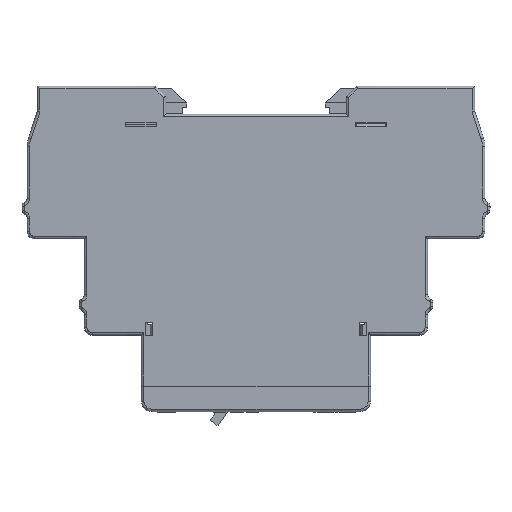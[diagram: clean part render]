
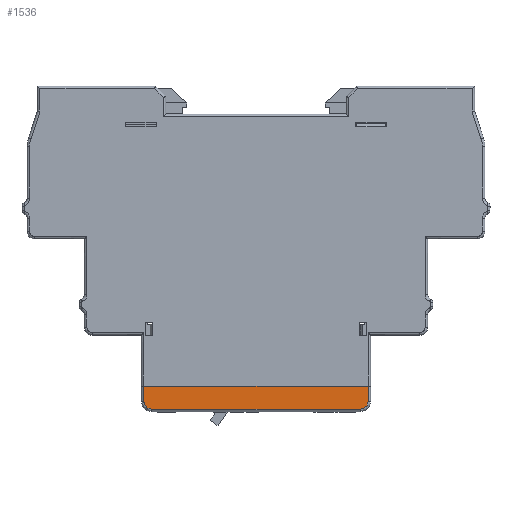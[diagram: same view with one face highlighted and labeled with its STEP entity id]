
A CAD part, left-side view. The second image highlights one B-rep face of the part: STEP entity #1536.
In plain terms, the highlighted planar face has unit normal (-1, 0, 0).
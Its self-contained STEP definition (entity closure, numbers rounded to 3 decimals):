
#163 = CARTESIAN_POINT ( 'NONE',  ( -9., -22., 5. ) ) ;
#1077 = ORIENTED_EDGE ( 'NONE', *, *, #7040, .F. ) ;
#1536 = ADVANCED_FACE ( 'NONE', ( #53309 ), #22286, .F. ) ;
#1555 = CARTESIAN_POINT ( 'NONE',  ( -9., 22.5, 5. ) ) ;
#1656 = DIRECTION ( 'NONE',  ( 0., 0., 1. ) ) ;
#3102 = CARTESIAN_POINT ( 'NONE',  ( -9., -20.5, 0.5 ) ) ;
#5672 = DIRECTION ( 'NONE',  ( 0., -1., 0. ) ) ;
#6002 = EDGE_LOOP ( 'NONE', ( #52364, #1077, #52236, #14244, #50242, #32912 ) ) ;
#6064 = EDGE_CURVE ( 'NONE', #14942, #18984, #31894, .T. ) ;
#6544 = VERTEX_POINT ( 'NONE', #29503 ) ;
#6725 = EDGE_CURVE ( 'NONE', #53258, #14942, #7956, .T. ) ;
#7040 = EDGE_CURVE ( 'NONE', #33173, #6544, #38153, .T. ) ;
#7956 = LINE ( 'NONE', #1555, #30501 ) ;
#8428 = CARTESIAN_POINT ( 'NONE',  ( -9., 22.5, 0.5 ) ) ;
#8820 = DIRECTION ( 'NONE',  ( 0., 0., -1. ) ) ;
#12704 = DIRECTION ( 'NONE',  ( 0., 1., 0. ) ) ;
#13746 = CARTESIAN_POINT ( 'NONE',  ( -9., -22., 5. ) ) ;
#14244 = ORIENTED_EDGE ( 'NONE', *, *, #16605, .F. ) ;
#14942 = VERTEX_POINT ( 'NONE', #13746 ) ;
#16605 = EDGE_CURVE ( 'NONE', #18984, #39257, #25828, .T. ) ;
#18984 = VERTEX_POINT ( 'NONE', #54033 ) ;
#20067 = VECTOR ( 'NONE', #12704, 1000. ) ;
#20602 = VECTOR ( 'NONE', #8820, 1000. ) ;
#20860 = VECTOR ( 'NONE', #1656, 1000. ) ;
#21373 = LINE ( 'NONE', #8428, #20067 ) ;
#21600 = DIRECTION ( 'NONE',  ( 0., 0., -1. ) ) ;
#21667 = DIRECTION ( 'NONE',  ( 1., 0., 0. ) ) ;
#21723 = CARTESIAN_POINT ( 'NONE',  ( -9., 22.5, 5. ) ) ;
#22286 = PLANE ( 'NONE',  #41930 ) ;
#25828 =( BOUNDED_CURVE ( )  B_SPLINE_CURVE ( 3, ( #35159, #35339, #34953, #34776 ),
 .UNSPECIFIED., .F., .T. ) 
 B_SPLINE_CURVE_WITH_KNOTS ( ( 4, 4 ),
 ( 0., 1. ),
 .UNSPECIFIED. ) 
 CURVE ( )  GEOMETRIC_REPRESENTATION_ITEM ( )  RATIONAL_B_SPLINE_CURVE ( ( 1., 0.805, 0.805, 1. ) ) 
 REPRESENTATION_ITEM ( '' )  );
#27054 = CARTESIAN_POINT ( 'NONE',  ( -9., 22., 5. ) ) ;
#27318 = CARTESIAN_POINT ( 'NONE',  ( -9., 22., 2. ) ) ;
#27508 = CARTESIAN_POINT ( 'NONE',  ( -9., 22., 1.121 ) ) ;
#27688 = CARTESIAN_POINT ( 'NONE',  ( -9., 21.379, 0.5 ) ) ;
#28047 = CARTESIAN_POINT ( 'NONE',  ( -9., 20.5, 0.5 ) ) ;
#29503 = CARTESIAN_POINT ( 'NONE',  ( -9., 22., 2. ) ) ;
#30501 = VECTOR ( 'NONE', #5672, 1000. ) ;
#31894 = LINE ( 'NONE', #163, #20602 ) ;
#32912 = ORIENTED_EDGE ( 'NONE', *, *, #6725, .F. ) ;
#33173 = VERTEX_POINT ( 'NONE', #33344 ) ;
#33344 = CARTESIAN_POINT ( 'NONE',  ( -9., 20.5, 0.5 ) ) ;
#34776 = CARTESIAN_POINT ( 'NONE',  ( -9., -20.5, 0.5 ) ) ;
#34953 = CARTESIAN_POINT ( 'NONE',  ( -9., -21.379, 0.5 ) ) ;
#35159 = CARTESIAN_POINT ( 'NONE',  ( -9., -22., 2. ) ) ;
#35339 = CARTESIAN_POINT ( 'NONE',  ( -9., -22., 1.121 ) ) ;
#38153 =( BOUNDED_CURVE ( )  B_SPLINE_CURVE ( 3, ( #28047, #27688, #27508, #27318 ),
 .UNSPECIFIED., .F., .F. ) 
 B_SPLINE_CURVE_WITH_KNOTS ( ( 4, 4 ),
 ( 0., 1. ),
 .UNSPECIFIED. ) 
 CURVE ( )  GEOMETRIC_REPRESENTATION_ITEM ( )  RATIONAL_B_SPLINE_CURVE ( ( 1., 0.805, 0.805, 1. ) ) 
 REPRESENTATION_ITEM ( '' )  );
#38742 = EDGE_CURVE ( 'NONE', #6544, #53258, #53332, .T. ) ;
#39257 = VERTEX_POINT ( 'NONE', #3102 ) ;
#39385 = EDGE_CURVE ( 'NONE', #39257, #33173, #21373, .T. ) ;
#41930 = AXIS2_PLACEMENT_3D ( 'NONE', #21723, #21667, #21600 ) ;
#50242 = ORIENTED_EDGE ( 'NONE', *, *, #6064, .F. ) ;
#52236 = ORIENTED_EDGE ( 'NONE', *, *, #39385, .F. ) ;
#52364 = ORIENTED_EDGE ( 'NONE', *, *, #38742, .F. ) ;
#53258 = VERTEX_POINT ( 'NONE', #54585 ) ;
#53309 = FACE_OUTER_BOUND ( 'NONE', #6002, .T. ) ;
#53332 = LINE ( 'NONE', #27054, #20860 ) ;
#54033 = CARTESIAN_POINT ( 'NONE',  ( -9., -22., 2. ) ) ;
#54585 = CARTESIAN_POINT ( 'NONE',  ( -9., 22., 5. ) ) ;
